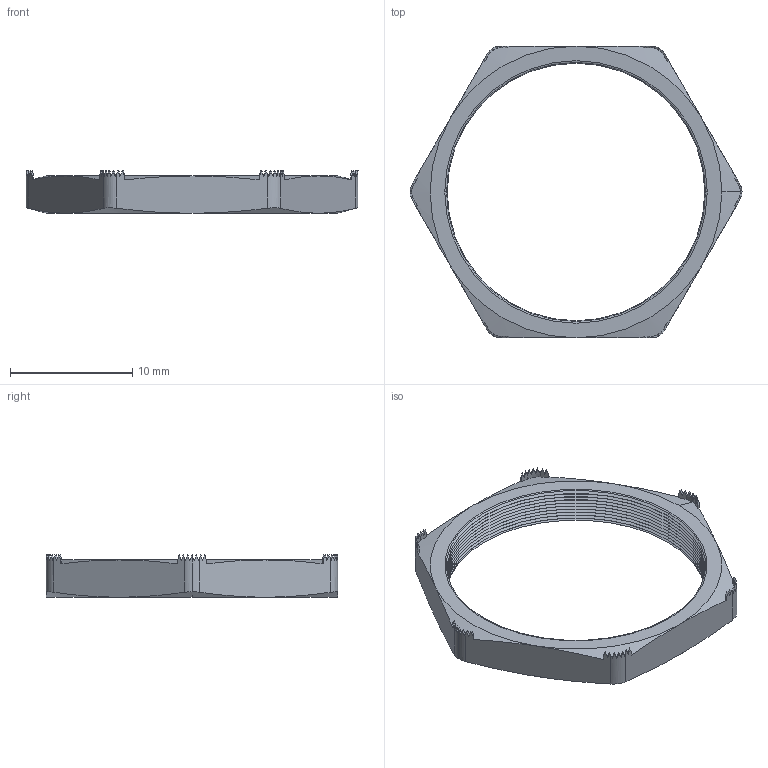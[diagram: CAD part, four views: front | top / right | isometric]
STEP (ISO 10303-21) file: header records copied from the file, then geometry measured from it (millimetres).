
FILE_DESCRIPTION (( 'STEP AP203' ), '1' );
FILE_NAME ('NN-13-BE.STEP', '2009-02-07T10:30:19', ( 'BSI00' ), ( '' ), 'SwSTEP 2.0', 'SolidWorks 2007', '' );
FILE_SCHEMA (( 'CONFIG_CONTROL_DESIGN' ));
Length unit declared in the file: inch
Products named in the file (1): NN-13-BE
Bounding box: 27.18 x 23.88 x 3.47 mm (x, y, z)
Volume: 401.6 mm3; surface area: 916.6 mm2
Topology: 1 solids, 1 shells, 206 faces, 536 edges, 332 vertices
Faces by surface type: plane 116, cone 54, cylinder 32, torus 4
Entity records: 6403 total; most frequent: CARTESIAN_POINT 1653, ORIENTED_EDGE 1072, DIRECTION 874, EDGE_CURVE 536, VERTEX_POINT 332, LINE 296, VECTOR 296, AXIS2_PLACEMENT_3D 289
